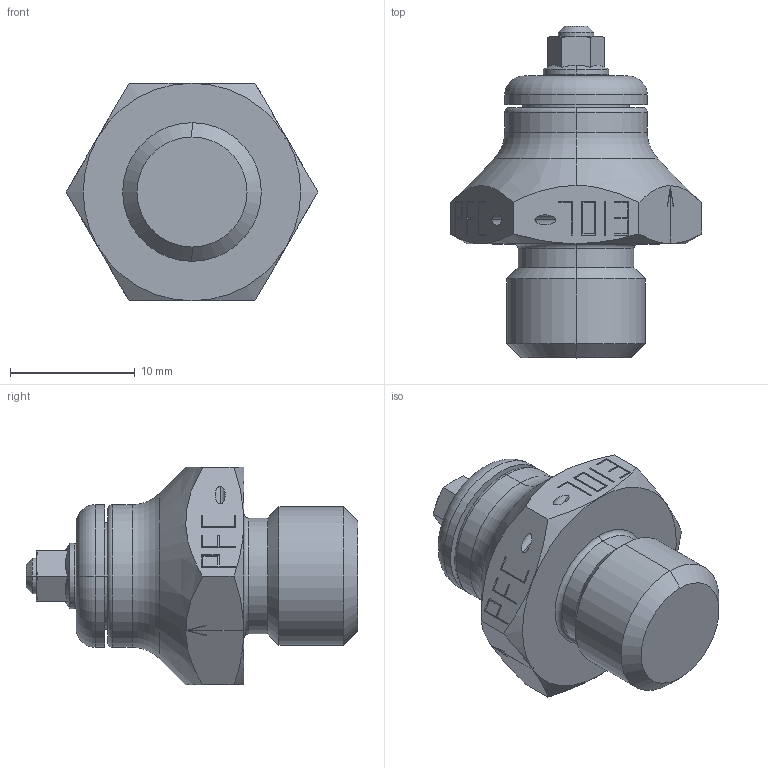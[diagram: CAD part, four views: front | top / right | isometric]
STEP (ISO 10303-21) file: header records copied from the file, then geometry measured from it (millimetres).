
FILE_DESCRIPTION (( 'STEP AP203' ), '1' );
FILE_NAME ('07013000 (SIMPLE).STEP', '2015-01-28T18:57:17', ( '' ), ( '' ), 'SwSTEP 2.0', 'SolidWorks 2014', '' );
FILE_SCHEMA (( 'CONFIG_CONTROL_DESIGN' ));
Length unit declared in the file: inch
Products named in the file (3): 07013100 A (SIMPLE); MS21043-04; 07013000 (SIMPLE)
Assembly tree (2 placements, depth 2):
  07013000 (SIMPLE)
    07013100 A (SIMPLE)
    MS21043-04
Bounding box: 20.18 x 26.61 x 17.48 mm (x, y, z)
Volume: 3146.6 mm3; surface area: 1577.7 mm2
Topology: 2 solids, 2 shells, 158 faces, 387 edges, 248 vertices
Faces by surface type: plane 108, cylinder 20, cone 20, torus 10
Entity records: 5048 total; most frequent: CARTESIAN_POINT 1042, ORIENTED_EDGE 774, DIRECTION 735, EDGE_CURVE 387, VECTOR 277, LINE 277, VERTEX_POINT 248, AXIS2_PLACEMENT_3D 229
